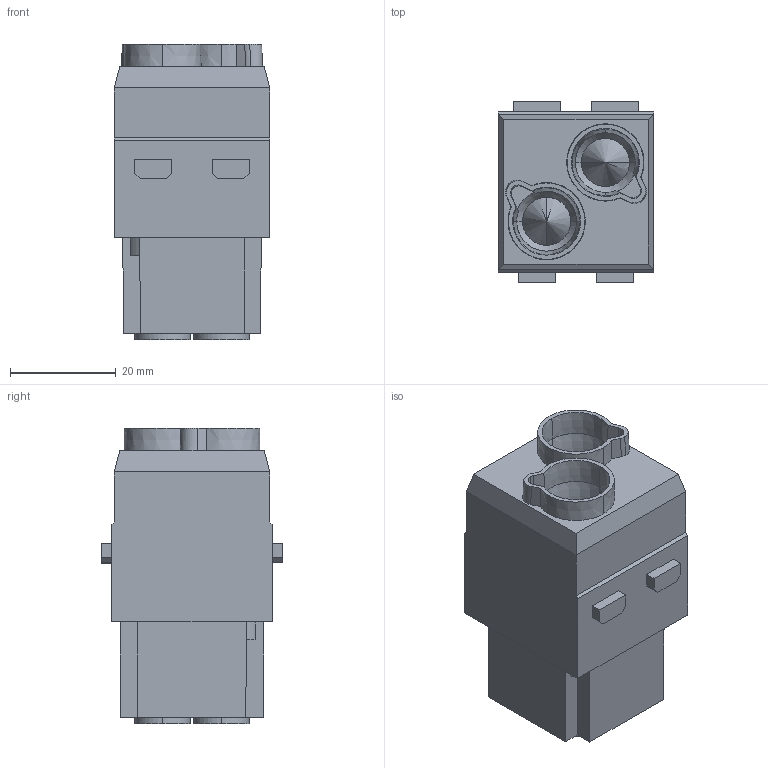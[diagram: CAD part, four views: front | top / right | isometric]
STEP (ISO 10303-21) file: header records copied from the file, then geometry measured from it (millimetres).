
FILE_DESCRIPTION(('CATIA V5 STEP Exchange','CAx-IF Rec.Pracs.--- Model Styling and Organization---1.4--- 2014-01-23'),'2;1');
FILE_NAME ('1255366-1_1', '2021-01-27T07:51:35+00:00', ('none'), ('Weidmueller'), 'CATIA Version 5-6 Release 2016 SP3 HF44', 'CATIA V5 STEP AP214', 'none');
FILE_SCHEMA(('AUTOMOTIVE_DESIGN { 1 0 10303 214 1 1 1 1 }'));
Length unit declared in the file: millimetre
Products named in the file (1): 2748290000
Bounding box: 29.3 x 34.1 x 55.75 mm (x, y, z)
Volume: 34853.7 mm3; surface area: 18471 mm2
Topology: 3 solids, 3 shells, 184 faces, 468 edges, 308 vertices
Faces by surface type: plane 98, cone 34, cylinder 32, extrusion 20
Entity records: 6196 total; most frequent: CARTESIAN_POINT 1987, ORIENTED_EDGE 928, DIRECTION 680, EDGE_CURVE 464, VERTEX_POINT 308, VECTOR 290, LINE 270, AXIS2_PLACEMENT_3D 240
